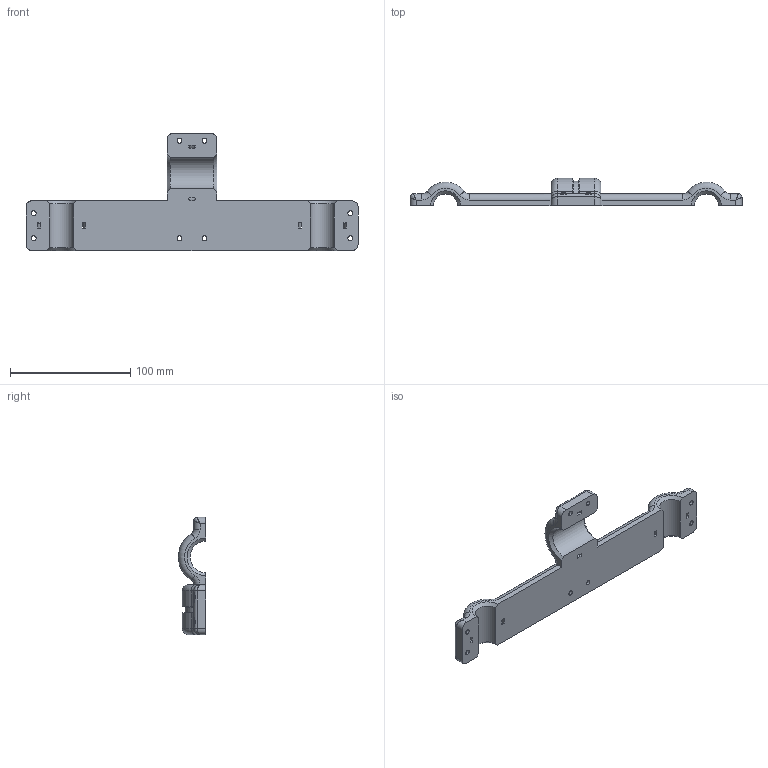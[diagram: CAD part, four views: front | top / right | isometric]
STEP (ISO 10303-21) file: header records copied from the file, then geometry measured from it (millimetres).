
FILE_DESCRIPTION (( 'STEP AP214' ), '1' );
FILE_NAME ('GenericMount.STEP', '2023-03-10T17:45:00', ( 'Windows User' ), ( '' ), 'SwSTEP 2.0', 'SolidWorks 2021', '' );
FILE_SCHEMA (( 'AUTOMOTIVE_DESIGN' ));
Length unit declared in the file: millimetre
Products named in the file (1): GenericMount
Bounding box: 275.84 x 22.72 x 97.5 mm (x, y, z)
Volume: 134609.5 mm3; surface area: 38682.9 mm2
Topology: 1 solids, 1 shells, 236 faces, 632 edges, 378 vertices
Faces by surface type: cylinder 110, torus 46, plane 44, cone 22, bspline 14
Entity records: 8680 total; most frequent: CARTESIAN_POINT 2899, ORIENTED_EDGE 1236, DIRECTION 1216, EDGE_CURVE 618, AXIS2_PLACEMENT_3D 499, VERTEX_POINT 378, CIRCLE 276, EDGE_LOOP 258
